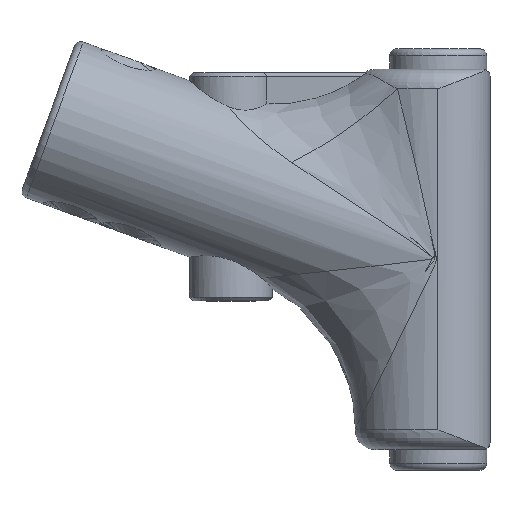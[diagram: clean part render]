
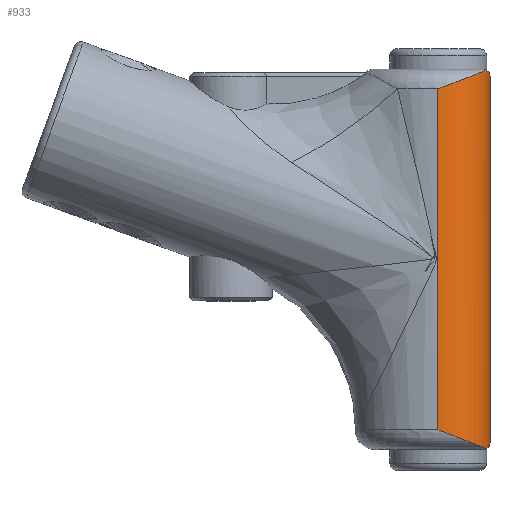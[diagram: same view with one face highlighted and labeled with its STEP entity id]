
A CAD part, top view. The second image highlights one B-rep face of the part: STEP entity #933.
In plain terms, the highlighted cylindrical face has radius 7.5 mm (diameter 15 mm), a partial arc.
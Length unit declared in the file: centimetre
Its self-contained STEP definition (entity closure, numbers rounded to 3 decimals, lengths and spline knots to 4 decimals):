
#35=CYLINDRICAL_SURFACE('',#996,0.75);
#94=B_SPLINE_CURVE_WITH_KNOTS('',3,(#1641,#1642,#1643,#1644,#1645,#1646),
 .UNSPECIFIED.,.F.,.F.,(4,2,4),(0.,0.1941,0.2745),
 .UNSPECIFIED.);
#98=B_SPLINE_CURVE_WITH_KNOTS('',3,(#1689,#1690,#1691,#1692,#1693,#1694,
#1695,#1696,#1697,#1698,#1699,#1700),.UNSPECIFIED.,.F.,.F.,(4,2,2,2,2,4),
(-0.0021,0.,0.2749,0.562,0.8678,
0.9475),.UNSPECIFIED.);
#99=B_SPLINE_CURVE_WITH_KNOTS('',3,(#1704,#1705,#1706,#1707,#1708,#1709,
#1710,#1711,#1712,#1713,#1714,#1715),.UNSPECIFIED.,.F.,.F.,(4,2,2,2,2,4),
(0.1892,0.2683,0.5718,0.8567,1.1295,
1.1316),.UNSPECIFIED.);
#100=B_SPLINE_CURVE_WITH_KNOTS('',3,(#1717,#1718,#1719,#1720,#1721,#1722,
#1723,#1724),.UNSPECIFIED.,.F.,.F.,(4,2,2,4),(0.,0.1043,0.2087,
0.2731),.UNSPECIFIED.);
#200=FACE_OUTER_BOUND('',#261,.T.);
#261=EDGE_LOOP('',(#685,#686,#687,#688,#689,#690));
#369=LINE('',#1702,#403);
#370=LINE('',#1725,#404);
#403=VECTOR('',#1132,1.);
#404=VECTOR('',#1133,1.);
#436=VERTEX_POINT('',#1633);
#437=VERTEX_POINT('',#1640);
#442=VERTEX_POINT('',#1688);
#443=VERTEX_POINT('',#1701);
#444=VERTEX_POINT('',#1703);
#445=VERTEX_POINT('',#1716);
#538=EDGE_CURVE('',#437,#436,#94,.T.);
#545=EDGE_CURVE('',#442,#436,#98,.T.);
#546=EDGE_CURVE('',#442,#443,#369,.T.);
#547=EDGE_CURVE('',#443,#444,#99,.F.);
#548=EDGE_CURVE('',#444,#445,#100,.F.);
#549=EDGE_CURVE('',#445,#437,#370,.T.);
#685=ORIENTED_EDGE('',*,*,#538,.T.);
#686=ORIENTED_EDGE('',*,*,#545,.F.);
#687=ORIENTED_EDGE('',*,*,#546,.T.);
#688=ORIENTED_EDGE('',*,*,#547,.T.);
#689=ORIENTED_EDGE('',*,*,#548,.T.);
#690=ORIENTED_EDGE('',*,*,#549,.T.);
#933=ADVANCED_FACE('',(#200),#35,.T.);
#996=AXIS2_PLACEMENT_3D('',#1687,#1130,#1131);
#1130=DIRECTION('center_axis',(0.,1.,0.));
#1131=DIRECTION('ref_axis',(0.706,0.,0.709));
#1132=DIRECTION('',(0.,-1.,0.));
#1133=DIRECTION('',(0.,1.,0.));
#1633=CARTESIAN_POINT('',(-1.3522,1.6868,-5.13));
#1640=CARTESIAN_POINT('',(-1.3019,1.6,-5.4));
#1641=CARTESIAN_POINT('Ctrl Pts',(-1.3019,1.6,-5.4));
#1642=CARTESIAN_POINT('Ctrl Pts',(-1.3019,1.6222,-5.3392));
#1643=CARTESIAN_POINT('Ctrl Pts',(-1.3097,1.6465,-5.2733));
#1644=CARTESIAN_POINT('Ctrl Pts',(-1.3337,1.6739,-5.1822));
#1645=CARTESIAN_POINT('Ctrl Pts',(-1.3422,1.6811,-5.1558));
#1646=CARTESIAN_POINT('Ctrl Pts',(-1.3522,1.6868,-5.13));
#1687=CARTESIAN_POINT('Origin',(-2.0519,1.7,-5.4));
#1688=CARTESIAN_POINT('',(-2.055,1.4172,-4.65));
#1689=CARTESIAN_POINT('Ctrl Pts',(-2.055,1.4172,-4.65));
#1690=CARTESIAN_POINT('Ctrl Pts',(-2.0544,1.4174,-4.65));
#1691=CARTESIAN_POINT('Ctrl Pts',(-2.0537,1.4177,-4.65));
#1692=CARTESIAN_POINT('Ctrl Pts',(-1.9673,1.4502,-4.6499));
#1693=CARTESIAN_POINT('Ctrl Pts',(-1.8819,1.4823,-4.6645));
#1694=CARTESIAN_POINT('Ctrl Pts',(-1.7157,1.5453,-4.7235));
#1695=CARTESIAN_POINT('Ctrl Pts',(-1.6362,1.5758,-4.769));
#1696=CARTESIAN_POINT('Ctrl Pts',(-1.492,1.632,-4.8915));
#1697=CARTESIAN_POINT('Ctrl Pts',(-1.4296,1.6569,-4.9695));
#1698=CARTESIAN_POINT('Ctrl Pts',(-1.3722,1.6792,-5.0818));
#1699=CARTESIAN_POINT('Ctrl Pts',(-1.3616,1.6833,-5.1057));
#1700=CARTESIAN_POINT('Ctrl Pts',(-1.3522,1.6868,-5.13));
#1701=CARTESIAN_POINT('',(-2.055,-3.5172,-4.65));
#1702=CARTESIAN_POINT('',(-2.055,1.7,-4.65));
#1703=CARTESIAN_POINT('',(-1.3522,-3.7868,-5.13));
#1704=CARTESIAN_POINT('Ctrl Pts',(-1.3522,-3.7868,-5.13));
#1705=CARTESIAN_POINT('Ctrl Pts',(-1.3616,-3.7833,-5.1057));
#1706=CARTESIAN_POINT('Ctrl Pts',(-1.3722,-3.7792,-5.0818));
#1707=CARTESIAN_POINT('Ctrl Pts',(-1.4296,-3.7569,-4.9695));
#1708=CARTESIAN_POINT('Ctrl Pts',(-1.492,-3.732,-4.8915));
#1709=CARTESIAN_POINT('Ctrl Pts',(-1.6362,-3.6758,-4.769));
#1710=CARTESIAN_POINT('Ctrl Pts',(-1.7157,-3.6453,-4.7235));
#1711=CARTESIAN_POINT('Ctrl Pts',(-1.8819,-3.5823,-4.6645));
#1712=CARTESIAN_POINT('Ctrl Pts',(-1.9673,-3.5502,-4.6499));
#1713=CARTESIAN_POINT('Ctrl Pts',(-2.0537,-3.5177,-4.65));
#1714=CARTESIAN_POINT('Ctrl Pts',(-2.0544,-3.5174,-4.65));
#1715=CARTESIAN_POINT('Ctrl Pts',(-2.055,-3.5172,-4.65));
#1716=CARTESIAN_POINT('',(-1.3019,-3.7,-5.4));
#1717=CARTESIAN_POINT('Ctrl Pts',(-1.3019,-3.7,-5.4));
#1718=CARTESIAN_POINT('Ctrl Pts',(-1.3019,-3.7119,-5.3673));
#1719=CARTESIAN_POINT('Ctrl Pts',(-1.3042,-3.725,-5.3315));
#1720=CARTESIAN_POINT('Ctrl Pts',(-1.3142,-3.7498,-5.2602));
#1721=CARTESIAN_POINT('Ctrl Pts',(-1.3219,-3.7614,-5.2247));
#1722=CARTESIAN_POINT('Ctrl Pts',(-1.3369,-3.7764,-5.1726));
#1723=CARTESIAN_POINT('Ctrl Pts',(-1.3439,-3.782,-5.1513));
#1724=CARTESIAN_POINT('Ctrl Pts',(-1.3522,-3.7868,-5.13));
#1725=CARTESIAN_POINT('',(-1.3019,1.7,-5.4));
